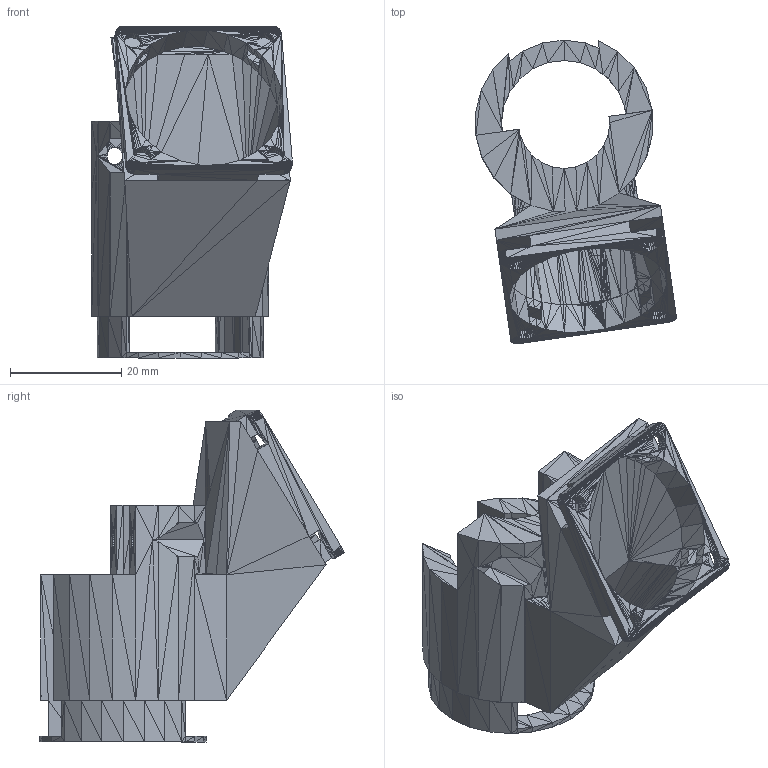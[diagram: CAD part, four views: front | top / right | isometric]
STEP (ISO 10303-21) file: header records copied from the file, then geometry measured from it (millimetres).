
FILE_DESCRIPTION (( 'STEP AP214' ), '1' );
FILE_NAME ('HotEndHolder.STEP', '2015-09-14T16:42:12', ( '' ), ( '' ), 'SwSTEP 2.0', 'SolidWorks 2014', '' );
FILE_SCHEMA (( 'AUTOMOTIVE_DESIGN' ));
Length unit declared in the file: millimetre
Products named in the file (1): HotEndHolder
Bounding box: 36.04 x 54.55 x 59.57 mm (x, y, z)
Surface area: 12910.6 mm2 (no closed solid volume)
Topology: 0 solids, 1 shells, 2194 faces, 3348 edges, 1097 vertices
Faces by surface type: plane 2194
Entity records: 43099 total; most frequent: DIRECTION 7738, CARTESIAN_POINT 6640, ORIENTED_EDGE 6582, EDGE_CURVE 3348, VECTOR 3348, LINE 3348, AXIS2_PLACEMENT_3D 2195, PLANE 2194
